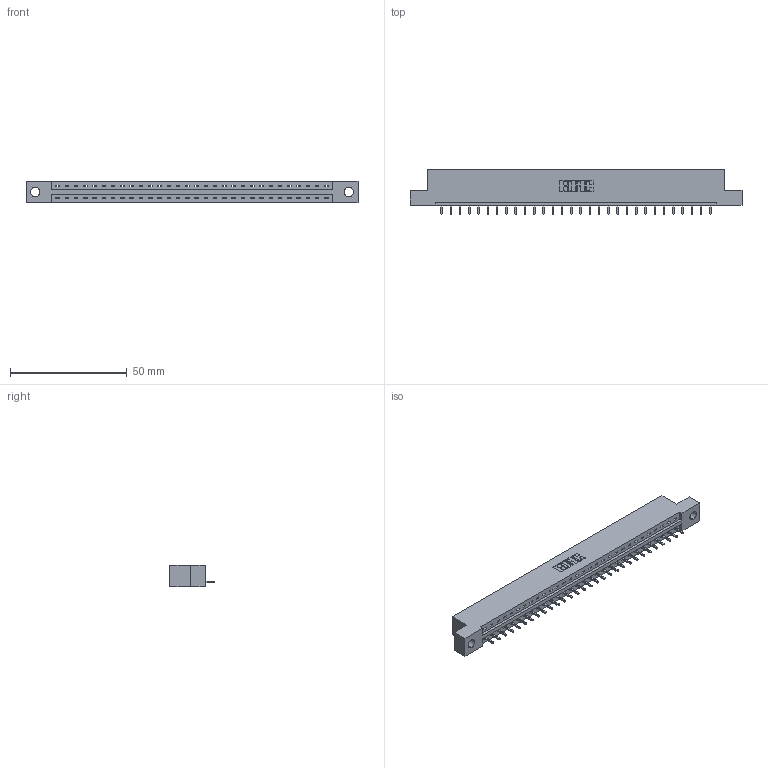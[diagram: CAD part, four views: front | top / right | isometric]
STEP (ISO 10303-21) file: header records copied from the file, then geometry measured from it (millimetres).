
FILE_DESCRIPTION (( 'STEP AP203' ), '1' );
FILE_NAME ('337-030-521-104.STEP', '2019-09-30T23:22:08', ( '' ), ( '' ), 'SwSTEP 2.0', 'SolidWorks 2016', '' );
FILE_SCHEMA (( 'CONFIG_CONTROL_DESIGN' ));
Length unit declared in the file: inch
Products named in the file (3): 345-292-001_345-293-121; 337-030-521-104; 337 Part_Flush Mounting Lugs - 0.156 Dia-TH
Assembly tree (31 placements, depth 2):
  337-030-521-104
    337 Part_Flush Mounting Lugs - 0.156 Dia-TH
    345-292-001_345-293-121  x30
Bounding box: 141.88 x 19.06 x 9.4 mm (x, y, z)
Volume: 14423.1 mm3; surface area: 14271 mm2
Topology: 31 solids, 31 shells, 1974 faces, 5951 edges, 3926 vertices
Faces by surface type: plane 1450, cylinder 524
Entity records: 23873 total; most frequent: CARTESIAN_POINT 4164, ORIENTED_EDGE 4130, DIRECTION 3529, EDGE_CURVE 2065, LINE 1937, VECTOR 1937, VERTEX_POINT 1374, AXIS2_PLACEMENT_3D 796
